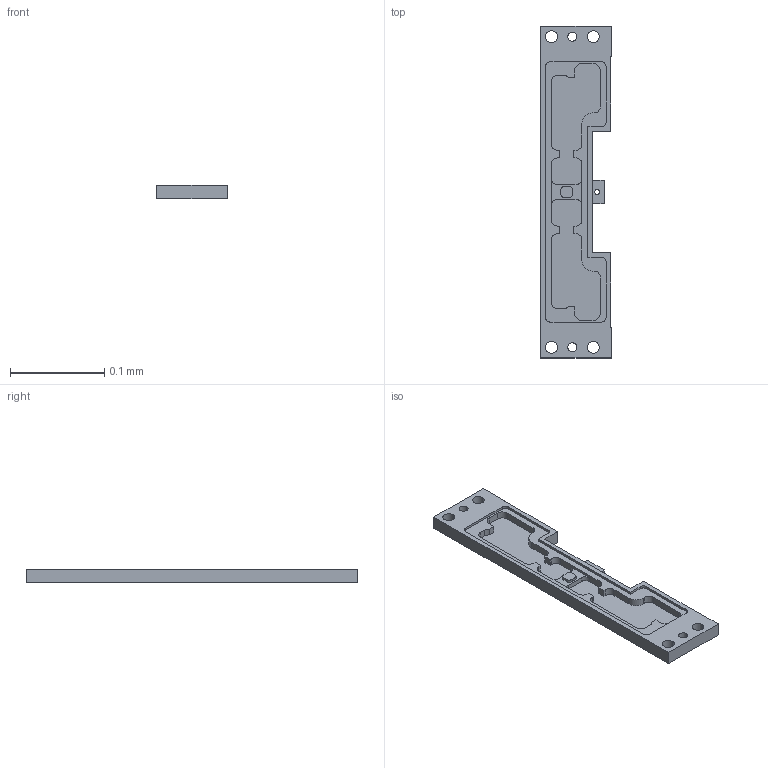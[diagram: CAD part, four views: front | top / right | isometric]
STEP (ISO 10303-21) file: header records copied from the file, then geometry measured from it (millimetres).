
FILE_DESCRIPTION(('produced by SPATIAL CORP'),'2;1');
FILE_NAME('part13.hh.sat.stp', '2002-04-19T09:54:07+00:00',('SPATIAL CORP'),('SPATIAL CORP'), 'ACIS STEP Husk','http://www.spatial.com','SPATIAL CORP');
FILE_SCHEMA(('CONFIG_CONTROL_DESIGN'));
Length unit declared in the file: millimetre
Products named in the file (1): PRODUCT_ID_1
Bounding box: 0.07 x 0.35 x 0.01 mm (x, y, z)
Volume: 0 mm3; surface area: 0.1 mm2
Topology: 1 solids, 1 shells, 115 faces, 330 edges, 220 vertices
Faces by surface type: plane 67, cylinder 48
Entity records: 3788 total; most frequent: ORIENTED_EDGE 660, CARTESIAN_POINT 644, DIRECTION 614, EDGE_CURVE 330, VECTOR 234, LINE 234, VERTEX_POINT 220, AXIS2_PLACEMENT_3D 190
